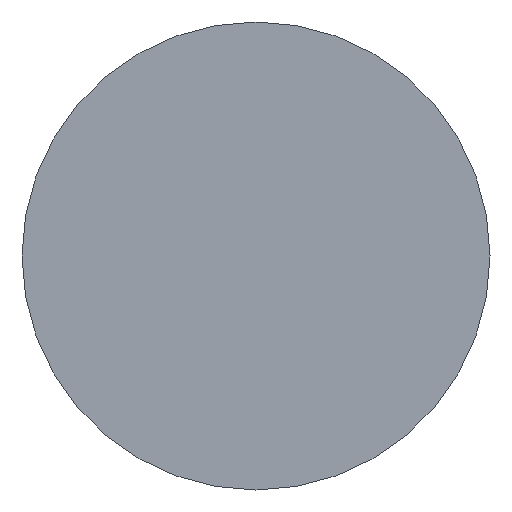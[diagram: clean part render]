
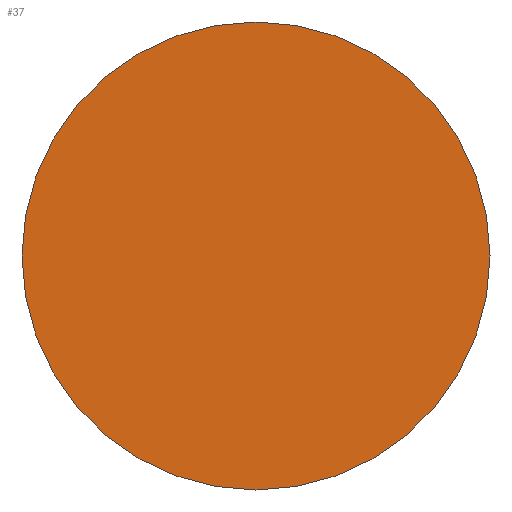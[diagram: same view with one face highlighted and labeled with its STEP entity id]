
A CAD part, left-side view. The second image highlights one B-rep face of the part: STEP entity #37.
In plain terms, the highlighted planar face has unit normal (-1, 0, 0).
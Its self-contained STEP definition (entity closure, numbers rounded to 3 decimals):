
#4 = DIRECTION ( 'NONE',  ( 0., 0., -1. ) ) ;
#7 = DIRECTION ( 'NONE',  ( 1., 0., 0. ) ) ;
#8 = DIRECTION ( 'NONE',  ( 0., 0., -1. ) ) ;
#10 = ORIENTED_EDGE ( 'NONE', *, *, #40, .F. ) ;
#20 = PLANE ( 'NONE',  #134 ) ;
#37 = ADVANCED_FACE ( 'NONE', ( #74 ), #20, .F. ) ;
#40 = EDGE_CURVE ( 'NONE', #53, #115, #141, .T. ) ;
#53 = VERTEX_POINT ( 'NONE', #156 ) ;
#55 = DIRECTION ( 'NONE',  ( 1., 0., 0. ) ) ;
#59 = CIRCLE ( 'NONE', #159, 6.25 ) ;
#63 = CARTESIAN_POINT ( 'NONE',  ( -1.5, 0., 0. ) ) ;
#74 = FACE_OUTER_BOUND ( 'NONE', #75, .T. ) ;
#75 = EDGE_LOOP ( 'NONE', ( #10, #89 ) ) ;
#80 = CARTESIAN_POINT ( 'NONE',  ( -1.5, 0., 0. ) ) ;
#89 = ORIENTED_EDGE ( 'NONE', *, *, #117, .F. ) ;
#94 = CARTESIAN_POINT ( 'NONE',  ( -1.5, 0., 0. ) ) ;
#110 = DIRECTION ( 'NONE',  ( 0., 0., -1. ) ) ;
#115 = VERTEX_POINT ( 'NONE', #121 ) ;
#117 = EDGE_CURVE ( 'NONE', #115, #53, #59, .T. ) ;
#121 = CARTESIAN_POINT ( 'NONE',  ( -1.5, 0., -6.25 ) ) ;
#133 = DIRECTION ( 'NONE',  ( 1., 0., 0. ) ) ;
#134 = AXIS2_PLACEMENT_3D ( 'NONE', #63, #55, #8 ) ;
#141 = CIRCLE ( 'NONE', #160, 6.25 ) ;
#156 = CARTESIAN_POINT ( 'NONE',  ( -1.5, 0., 6.25 ) ) ;
#159 = AXIS2_PLACEMENT_3D ( 'NONE', #94, #133, #110 ) ;
#160 = AXIS2_PLACEMENT_3D ( 'NONE', #80, #7, #4 ) ;
